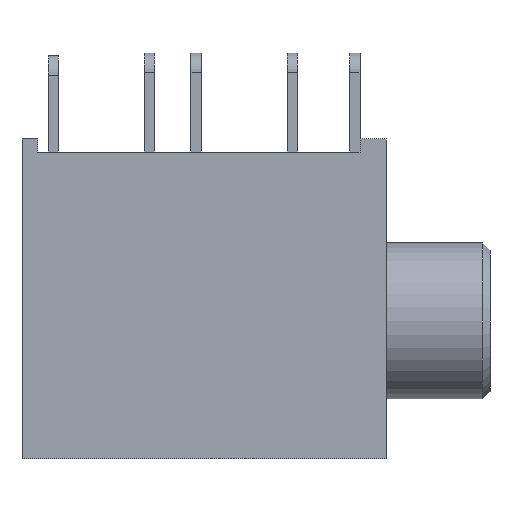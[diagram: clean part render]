
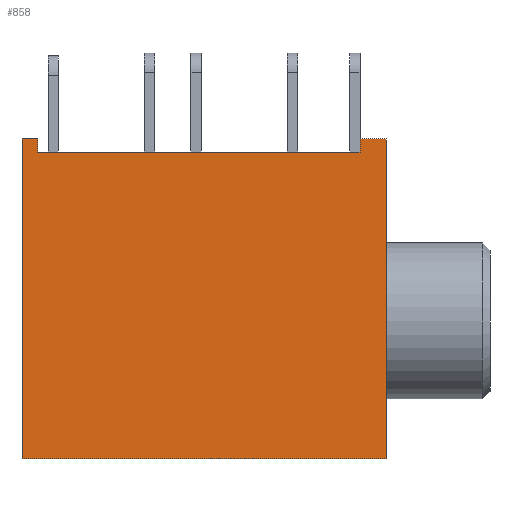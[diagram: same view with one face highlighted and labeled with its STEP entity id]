
A CAD part, front view. The second image highlights one B-rep face of the part: STEP entity #858.
In plain terms, the highlighted planar face has unit normal (0, -1, 0).
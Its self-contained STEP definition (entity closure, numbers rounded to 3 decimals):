
#89=DIRECTION('',(1.,0.,0.));
#90=VECTOR('',#89,12.4);
#91=CARTESIAN_POINT('',(-17.4,-4.9,6.5));
#92=LINE('',#91,#90);
#101=DIRECTION('',(0.,0.,-1.));
#102=VECTOR('',#101,0.5);
#103=CARTESIAN_POINT('',(-5.,-4.9,7.));
#104=LINE('',#103,#102);
#105=DIRECTION('',(-1.,0.,0.));
#106=VECTOR('',#105,1.);
#107=CARTESIAN_POINT('',(-4.,-4.9,7.));
#108=LINE('',#107,#106);
#109=DIRECTION('',(0.,0.,1.));
#110=VECTOR('',#109,12.3);
#111=CARTESIAN_POINT('',(-4.,-4.9,-5.3));
#112=LINE('',#111,#110);
#113=DIRECTION('',(1.,0.,0.));
#114=VECTOR('',#113,14.);
#115=CARTESIAN_POINT('',(-18.,-4.9,-5.3));
#116=LINE('',#115,#114);
#117=DIRECTION('',(0.,0.,-1.));
#118=VECTOR('',#117,12.3);
#119=CARTESIAN_POINT('',(-18.,-4.9,7.));
#120=LINE('',#119,#118);
#121=DIRECTION('',(-1.,0.,0.));
#122=VECTOR('',#121,0.6);
#123=CARTESIAN_POINT('',(-17.4,-4.9,7.));
#124=LINE('',#123,#122);
#137=DIRECTION('',(0.,0.,-1.));
#138=VECTOR('',#137,0.5);
#139=CARTESIAN_POINT('',(-17.4,-4.9,7.));
#140=LINE('',#139,#138);
#509=CARTESIAN_POINT('',(-17.4,-4.9,6.5));
#510=CARTESIAN_POINT('',(-5.,-4.9,6.5));
#511=VERTEX_POINT('',#509);
#512=VERTEX_POINT('',#510);
#514=CARTESIAN_POINT('',(-4.,-4.9,7.));
#516=VERTEX_POINT('',#514);
#536=CARTESIAN_POINT('',(-17.4,-4.9,7.));
#538=VERTEX_POINT('',#536);
#553=CARTESIAN_POINT('',(-18.,-4.9,7.));
#554=CARTESIAN_POINT('',(-18.,-4.9,-5.3));
#555=VERTEX_POINT('',#553);
#556=VERTEX_POINT('',#554);
#558=CARTESIAN_POINT('',(-5.,-4.9,7.));
#560=VERTEX_POINT('',#558);
#571=CARTESIAN_POINT('',(-4.,-4.9,-5.3));
#572=VERTEX_POINT('',#571);
#839=CARTESIAN_POINT('',(-18.,-4.9,7.));
#840=DIRECTION('',(0.,-1.,0.));
#841=DIRECTION('',(0.707,0.,-0.707));
#842=AXIS2_PLACEMENT_3D('',#839,#840,#841);
#843=PLANE('',#842);
#844=ORIENTED_EDGE('',*,*,#831,.F.);
#845=ORIENTED_EDGE('',*,*,#729,.F.);
#846=ORIENTED_EDGE('',*,*,#712,.F.);
#848=ORIENTED_EDGE('',*,*,#847,.F.);
#850=ORIENTED_EDGE('',*,*,#849,.F.);
#852=ORIENTED_EDGE('',*,*,#851,.F.);
#854=ORIENTED_EDGE('',*,*,#853,.T.);
#855=ORIENTED_EDGE('',*,*,#769,.T.);
#856=EDGE_LOOP('',(#844,#845,#846,#848,#850,#852,#854,#855));
#857=FACE_OUTER_BOUND('',#856,.F.);
#858=ADVANCED_FACE('',(#857),#843,.T.);
#712=EDGE_CURVE('',#572,#516,#112,.T.);
#729=EDGE_CURVE('',#516,#560,#108,.T.);
#769=EDGE_CURVE('',#511,#512,#92,.T.);
#831=EDGE_CURVE('',#560,#512,#104,.T.);
#847=EDGE_CURVE('',#556,#572,#116,.T.);
#849=EDGE_CURVE('',#555,#556,#120,.T.);
#851=EDGE_CURVE('',#538,#555,#124,.T.);
#853=EDGE_CURVE('',#538,#511,#140,.T.);
